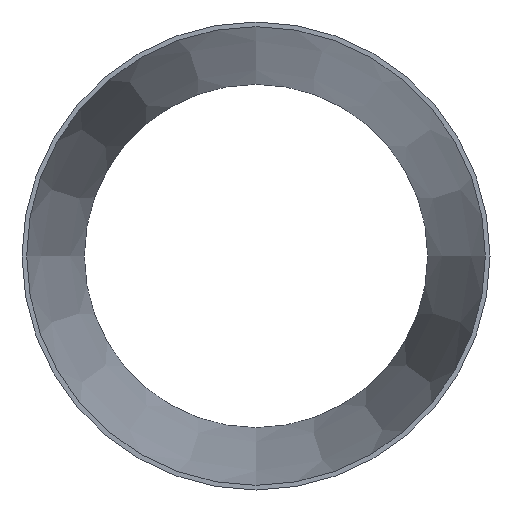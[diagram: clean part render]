
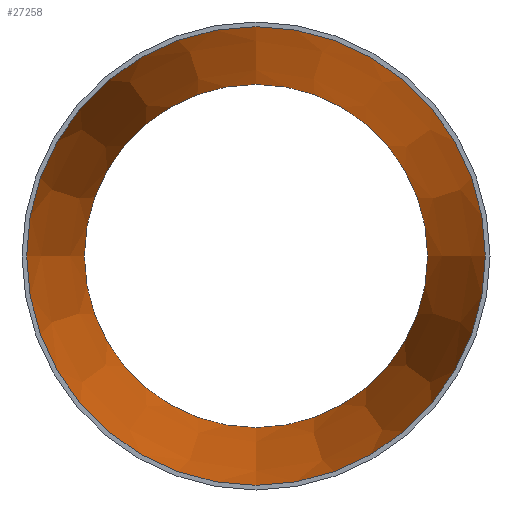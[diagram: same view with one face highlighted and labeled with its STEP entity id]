
A CAD part, front view. The second image highlights one B-rep face of the part: STEP entity #27258.
In plain terms, the highlighted conical face has half-angle 7.995 degrees and reference radius 198.961 mm.
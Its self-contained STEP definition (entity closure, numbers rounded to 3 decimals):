
#1073 = DIRECTION ( 'NONE',  ( 0., -1., 0. ) ) ;
#7121 = EDGE_LOOP ( 'NONE', ( #37574 ) ) ;
#11010 = ORIENTED_EDGE ( 'NONE', *, *, #12882, .F. ) ;
#12291 = DIRECTION ( 'NONE',  ( 0., 0., -1. ) ) ;
#12710 = CARTESIAN_POINT ( 'NONE',  ( 0., 0., -198.961 ) ) ;
#12882 = EDGE_CURVE ( 'NONE', #35272, #35272, #22586, .T. ) ;
#12921 = CARTESIAN_POINT ( 'NONE',  ( 0., 356., -148.961 ) ) ;
#16894 = CONICAL_SURFACE ( 'NONE', #33360, 198.961, 0.14 ) ;
#17051 = DIRECTION ( 'NONE',  ( 0., -1., 0. ) ) ;
#17292 = CIRCLE ( 'NONE', #29614, 198.961 ) ;
#18772 = EDGE_CURVE ( 'NONE', #22801, #22801, #17292, .T. ) ;
#20793 = DIRECTION ( 'NONE',  ( 0., 0., -1. ) ) ;
#22164 = FACE_BOUND ( 'NONE', #23092, .T. ) ;
#22586 = CIRCLE ( 'NONE', #24625, 148.961 ) ;
#22801 = VERTEX_POINT ( 'NONE', #12710 ) ;
#23092 = EDGE_LOOP ( 'NONE', ( #11010 ) ) ;
#24625 = AXIS2_PLACEMENT_3D ( 'NONE', #27644, #1073, #20793 ) ;
#27258 = ADVANCED_FACE ( 'NONE', ( #22164, #35271 ), #16894, .F. ) ;
#27644 = CARTESIAN_POINT ( 'NONE',  ( 0., 356., 0. ) ) ;
#29614 = AXIS2_PLACEMENT_3D ( 'NONE', #36603, #17051, #30121 ) ;
#30121 = DIRECTION ( 'NONE',  ( 0., 0., -1. ) ) ;
#31029 = CARTESIAN_POINT ( 'NONE',  ( 0., 0., 0. ) ) ;
#33360 = AXIS2_PLACEMENT_3D ( 'NONE', #31029, #37488, #12291 ) ;
#35271 = FACE_OUTER_BOUND ( 'NONE', #7121, .T. ) ;
#35272 = VERTEX_POINT ( 'NONE', #12921 ) ;
#36603 = CARTESIAN_POINT ( 'NONE',  ( 0., 0., 0. ) ) ;
#37488 = DIRECTION ( 'NONE',  ( 0., -1., 0. ) ) ;
#37574 = ORIENTED_EDGE ( 'NONE', *, *, #18772, .T. ) ;
